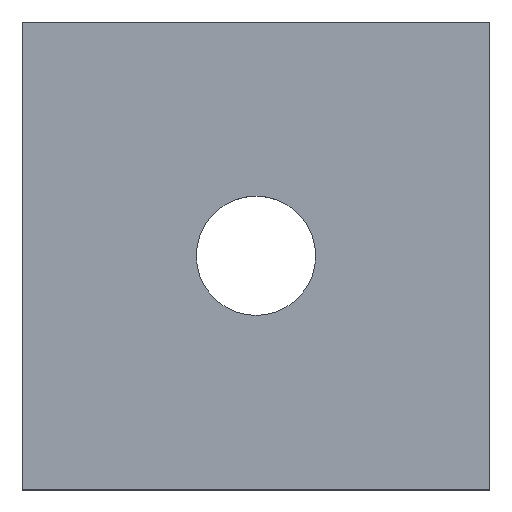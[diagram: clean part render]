
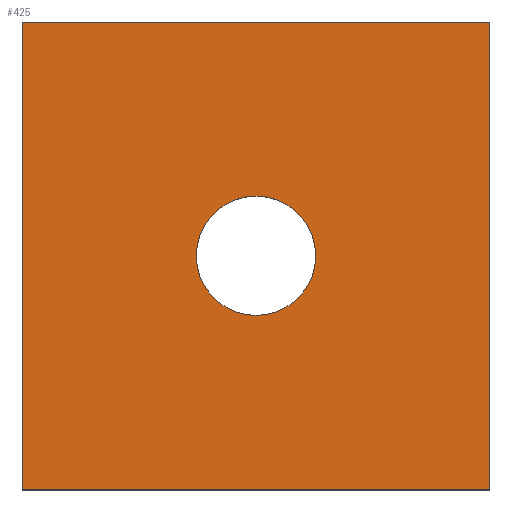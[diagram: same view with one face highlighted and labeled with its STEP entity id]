
A CAD part, top view. The second image highlights one B-rep face of the part: STEP entity #425.
In plain terms, the highlighted planar face has unit normal (0, 0, 1).
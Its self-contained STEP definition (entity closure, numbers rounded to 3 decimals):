
#24 = VERTEX_POINT('',#25);
#25 = CARTESIAN_POINT('',(15.2,34.8,11.));
#32 = PLANE('',#33);
#33 = AXIS2_PLACEMENT_3D('',#34,#35,#36);
#34 = CARTESIAN_POINT('',(15.2,34.8,1.));
#35 = DIRECTION('',(0.,1.,0.));
#36 = DIRECTION('',(1.,0.,0.));
#44 = PLANE('',#45);
#45 = AXIS2_PLACEMENT_3D('',#46,#47,#48);
#46 = CARTESIAN_POINT('',(15.2,15.2,1.));
#47 = DIRECTION('',(-1.,0.,0.));
#48 = DIRECTION('',(0.,1.,0.));
#56 = EDGE_CURVE('',#24,#57,#59,.T.);
#57 = VERTEX_POINT('',#58);
#58 = CARTESIAN_POINT('',(34.8,34.8,11.));
#59 = SURFACE_CURVE('',#60,(#64,#71),.PCURVE_S1.);
#60 = LINE('',#61,#62);
#61 = CARTESIAN_POINT('',(15.2,34.8,11.));
#62 = VECTOR('',#63,1.);
#63 = DIRECTION('',(1.,0.,0.));
#64 = PCURVE('',#32,#65);
#65 = DEFINITIONAL_REPRESENTATION('',(#66),#70);
#66 = LINE('',#67,#68);
#67 = CARTESIAN_POINT('',(0.,-10.));
#68 = VECTOR('',#69,1.);
#69 = DIRECTION('',(1.,0.));
#70 = ( GEOMETRIC_REPRESENTATION_CONTEXT(2) 
PARAMETRIC_REPRESENTATION_CONTEXT() REPRESENTATION_CONTEXT('2D SPACE',''
  ) );
#71 = PCURVE('',#72,#77);
#72 = PLANE('',#73);
#73 = AXIS2_PLACEMENT_3D('',#74,#75,#76);
#74 = CARTESIAN_POINT('',(25.,25.,11.));
#75 = DIRECTION('',(0.,0.,1.));
#76 = DIRECTION('',(1.,0.,0.));
#77 = DEFINITIONAL_REPRESENTATION('',(#78),#82);
#78 = LINE('',#79,#80);
#79 = CARTESIAN_POINT('',(-9.8,9.8));
#80 = VECTOR('',#81,1.);
#81 = DIRECTION('',(1.,0.));
#82 = ( GEOMETRIC_REPRESENTATION_CONTEXT(2) 
PARAMETRIC_REPRESENTATION_CONTEXT() REPRESENTATION_CONTEXT('2D SPACE',''
  ) );
#100 = PLANE('',#101);
#101 = AXIS2_PLACEMENT_3D('',#102,#103,#104);
#102 = CARTESIAN_POINT('',(34.8,34.8,1.));
#103 = DIRECTION('',(1.,0.,0.));
#104 = DIRECTION('',(0.,-1.,0.));
#144 = VERTEX_POINT('',#145);
#145 = CARTESIAN_POINT('',(15.2,15.2,11.));
#159 = PLANE('',#160);
#160 = AXIS2_PLACEMENT_3D('',#161,#162,#163);
#161 = CARTESIAN_POINT('',(34.8,15.2,1.));
#162 = DIRECTION('',(0.,-1.,0.));
#163 = DIRECTION('',(-1.,0.,0.));
#171 = EDGE_CURVE('',#144,#24,#172,.T.);
#172 = SURFACE_CURVE('',#173,(#177,#184),.PCURVE_S1.);
#173 = LINE('',#174,#175);
#174 = CARTESIAN_POINT('',(15.2,15.2,11.));
#175 = VECTOR('',#176,1.);
#176 = DIRECTION('',(0.,1.,0.));
#177 = PCURVE('',#44,#178);
#178 = DEFINITIONAL_REPRESENTATION('',(#179),#183);
#179 = LINE('',#180,#181);
#180 = CARTESIAN_POINT('',(0.,-10.));
#181 = VECTOR('',#182,1.);
#182 = DIRECTION('',(1.,0.));
#183 = ( GEOMETRIC_REPRESENTATION_CONTEXT(2) 
PARAMETRIC_REPRESENTATION_CONTEXT() REPRESENTATION_CONTEXT('2D SPACE',''
  ) );
#184 = PCURVE('',#72,#185);
#185 = DEFINITIONAL_REPRESENTATION('',(#186),#190);
#186 = LINE('',#187,#188);
#187 = CARTESIAN_POINT('',(-9.8,-9.8));
#188 = VECTOR('',#189,1.);
#189 = DIRECTION('',(0.,1.));
#190 = ( GEOMETRIC_REPRESENTATION_CONTEXT(2) 
PARAMETRIC_REPRESENTATION_CONTEXT() REPRESENTATION_CONTEXT('2D SPACE',''
  ) );
#218 = EDGE_CURVE('',#57,#219,#221,.T.);
#219 = VERTEX_POINT('',#220);
#220 = CARTESIAN_POINT('',(34.8,15.2,11.));
#221 = SURFACE_CURVE('',#222,(#226,#233),.PCURVE_S1.);
#222 = LINE('',#223,#224);
#223 = CARTESIAN_POINT('',(34.8,34.8,11.));
#224 = VECTOR('',#225,1.);
#225 = DIRECTION('',(0.,-1.,0.));
#226 = PCURVE('',#100,#227);
#227 = DEFINITIONAL_REPRESENTATION('',(#228),#232);
#228 = LINE('',#229,#230);
#229 = CARTESIAN_POINT('',(0.,-10.));
#230 = VECTOR('',#231,1.);
#231 = DIRECTION('',(1.,0.));
#232 = ( GEOMETRIC_REPRESENTATION_CONTEXT(2) 
PARAMETRIC_REPRESENTATION_CONTEXT() REPRESENTATION_CONTEXT('2D SPACE',''
  ) );
#233 = PCURVE('',#72,#234);
#234 = DEFINITIONAL_REPRESENTATION('',(#235),#239);
#235 = LINE('',#236,#237);
#236 = CARTESIAN_POINT('',(9.8,9.8));
#237 = VECTOR('',#238,1.);
#238 = DIRECTION('',(0.,-1.));
#239 = ( GEOMETRIC_REPRESENTATION_CONTEXT(2) 
PARAMETRIC_REPRESENTATION_CONTEXT() REPRESENTATION_CONTEXT('2D SPACE',''
  ) );
#425 = ADVANCED_FACE('',(#426,#452),#72,.T.);
#426 = FACE_BOUND('',#427,.T.);
#427 = EDGE_LOOP('',(#428,#429,#430,#451));
#428 = ORIENTED_EDGE('',*,*,#56,.F.);
#429 = ORIENTED_EDGE('',*,*,#171,.F.);
#430 = ORIENTED_EDGE('',*,*,#431,.F.);
#431 = EDGE_CURVE('',#219,#144,#432,.T.);
#432 = SURFACE_CURVE('',#433,(#437,#444),.PCURVE_S1.);
#433 = LINE('',#434,#435);
#434 = CARTESIAN_POINT('',(34.8,15.2,11.));
#435 = VECTOR('',#436,1.);
#436 = DIRECTION('',(-1.,0.,0.));
#437 = PCURVE('',#72,#438);
#438 = DEFINITIONAL_REPRESENTATION('',(#439),#443);
#439 = LINE('',#440,#441);
#440 = CARTESIAN_POINT('',(9.8,-9.8));
#441 = VECTOR('',#442,1.);
#442 = DIRECTION('',(-1.,0.));
#443 = ( GEOMETRIC_REPRESENTATION_CONTEXT(2) 
PARAMETRIC_REPRESENTATION_CONTEXT() REPRESENTATION_CONTEXT('2D SPACE',''
  ) );
#444 = PCURVE('',#159,#445);
#445 = DEFINITIONAL_REPRESENTATION('',(#446),#450);
#446 = LINE('',#447,#448);
#447 = CARTESIAN_POINT('',(0.,-10.));
#448 = VECTOR('',#449,1.);
#449 = DIRECTION('',(1.,0.));
#450 = ( GEOMETRIC_REPRESENTATION_CONTEXT(2) 
PARAMETRIC_REPRESENTATION_CONTEXT() REPRESENTATION_CONTEXT('2D SPACE',''
  ) );
#451 = ORIENTED_EDGE('',*,*,#218,.F.);
#452 = FACE_BOUND('',#453,.T.);
#453 = EDGE_LOOP('',(#454));
#454 = ORIENTED_EDGE('',*,*,#455,.T.);
#455 = EDGE_CURVE('',#456,#456,#458,.T.);
#456 = VERTEX_POINT('',#457);
#457 = CARTESIAN_POINT('',(27.5,25.,11.));
#458 = SURFACE_CURVE('',#459,(#464,#475),.PCURVE_S1.);
#459 = CIRCLE('',#460,2.5);
#460 = AXIS2_PLACEMENT_3D('',#461,#462,#463);
#461 = CARTESIAN_POINT('',(25.,25.,11.));
#462 = DIRECTION('',(0.,0.,-1.));
#463 = DIRECTION('',(1.,0.,0.));
#464 = PCURVE('',#72,#465);
#465 = DEFINITIONAL_REPRESENTATION('',(#466),#474);
#466 = ( BOUNDED_CURVE() B_SPLINE_CURVE(2,(#467,#468,#469,#470,#471,#472
,#473),.UNSPECIFIED.,.T.,.F.) B_SPLINE_CURVE_WITH_KNOTS((1,2,2,2,2,1),(
    -2.094,0.,2.094,4.189,6.283,
8.378),.UNSPECIFIED.) CURVE() GEOMETRIC_REPRESENTATION_ITEM() 
RATIONAL_B_SPLINE_CURVE((1.,0.5,1.,0.5,1.,0.5,1.)) REPRESENTATION_ITEM(
  '') );
#467 = CARTESIAN_POINT('',(2.5,0.));
#468 = CARTESIAN_POINT('',(2.5,-4.33));
#469 = CARTESIAN_POINT('',(-1.25,-2.165));
#470 = CARTESIAN_POINT('',(-5.,0.));
#471 = CARTESIAN_POINT('',(-1.25,2.165));
#472 = CARTESIAN_POINT('',(2.5,4.33));
#473 = CARTESIAN_POINT('',(2.5,0.));
#474 = ( GEOMETRIC_REPRESENTATION_CONTEXT(2) 
PARAMETRIC_REPRESENTATION_CONTEXT() REPRESENTATION_CONTEXT('2D SPACE',''
  ) );
#475 = PCURVE('',#476,#481);
#476 = CYLINDRICAL_SURFACE('',#477,2.5);
#477 = AXIS2_PLACEMENT_3D('',#478,#479,#480);
#478 = CARTESIAN_POINT('',(25.,25.,0.));
#479 = DIRECTION('',(-0.,-0.,-1.));
#480 = DIRECTION('',(1.,0.,0.));
#481 = DEFINITIONAL_REPRESENTATION('',(#482),#486);
#482 = LINE('',#483,#484);
#483 = CARTESIAN_POINT('',(-6.283,-11.));
#484 = VECTOR('',#485,1.);
#485 = DIRECTION('',(1.,-0.));
#486 = ( GEOMETRIC_REPRESENTATION_CONTEXT(2) 
PARAMETRIC_REPRESENTATION_CONTEXT() REPRESENTATION_CONTEXT('2D SPACE',''
  ) );
